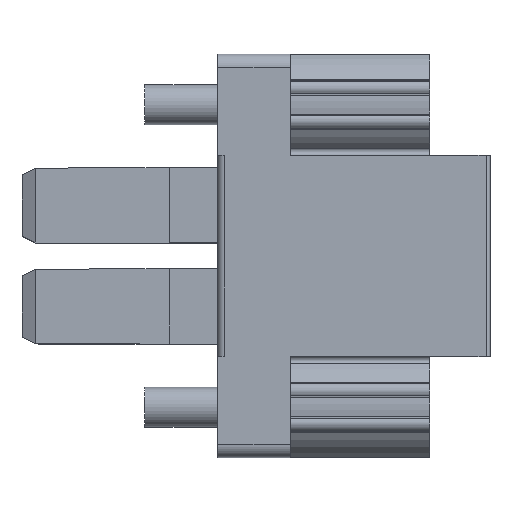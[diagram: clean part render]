
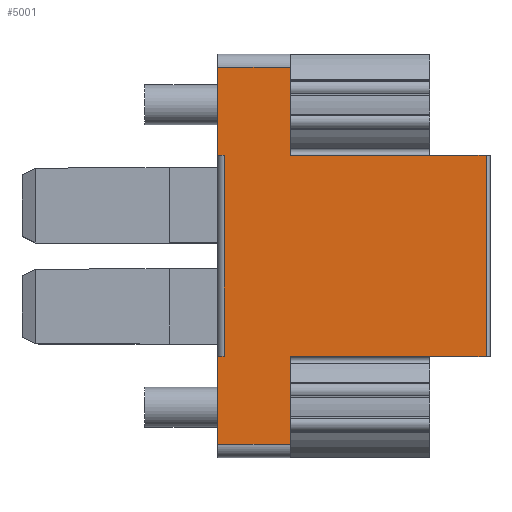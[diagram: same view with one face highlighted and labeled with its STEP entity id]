
A CAD part, top view. The second image highlights one B-rep face of the part: STEP entity #5001.
In plain terms, the highlighted planar face has unit normal (0, 0, 1).
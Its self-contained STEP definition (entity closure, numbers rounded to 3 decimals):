
#13=DIRECTION('',(1.,0.,0.));
#14=VECTOR('',#13,14.75);
#15=CARTESIAN_POINT('',(2.834,0.,9.079));
#16=LINE('',#15,#14);
#358=DIRECTION('',(0.,1.,0.));
#359=VECTOR('',#358,6.64);
#360=CARTESIAN_POINT('',(-2.666,-6.62,9.079));
#361=LINE('',#360,#359);
#402=DIRECTION('',(0.,-1.,0.));
#403=VECTOR('',#402,6.64);
#404=CARTESIAN_POINT('',(-2.666,21.81,9.079));
#405=LINE('',#404,#403);
#452=DIRECTION('',(-1.,0.,0.));
#453=VECTOR('',#452,0.5);
#454=CARTESIAN_POINT('',(-2.166,0.02,9.079));
#455=LINE('',#454,#453);
#456=DIRECTION('',(0.,1.,0.));
#457=VECTOR('',#456,6.62);
#458=CARTESIAN_POINT('',(2.834,-6.62,9.079));
#459=LINE('',#458,#457);
#460=DIRECTION('',(-1.,0.,0.));
#461=VECTOR('',#460,5.5);
#462=CARTESIAN_POINT('',(2.834,-6.62,9.079));
#463=LINE('',#462,#461);
#464=DIRECTION('',(0.,1.,0.));
#465=VECTOR('',#464,15.15);
#466=CARTESIAN_POINT('',(-2.166,0.02,9.079));
#467=LINE('',#466,#465);
#468=DIRECTION('',(-1.,0.,0.));
#469=VECTOR('',#468,5.5);
#470=CARTESIAN_POINT('',(2.834,21.81,9.079));
#471=LINE('',#470,#469);
#472=DIRECTION('',(0.,-1.,0.));
#473=VECTOR('',#472,6.62);
#474=CARTESIAN_POINT('',(2.834,21.81,9.079));
#475=LINE('',#474,#473);
#485=DIRECTION('',(-1.,0.,0.));
#486=VECTOR('',#485,0.5);
#487=CARTESIAN_POINT('',(-2.166,15.17,9.079));
#488=LINE('',#487,#486);
#632=DIRECTION('',(-1.,0.,0.));
#633=VECTOR('',#632,14.75);
#634=CARTESIAN_POINT('',(17.584,15.19,9.079));
#635=LINE('',#634,#633);
#1273=DIRECTION('',(0.,1.,0.));
#1274=VECTOR('',#1273,15.19);
#1275=CARTESIAN_POINT('',(17.584,0.,9.079));
#1276=LINE('',#1275,#1274);
#3491=CARTESIAN_POINT('',(17.584,0.,9.079));
#3492=VERTEX_POINT('',#3491);
#3511=CARTESIAN_POINT('',(17.584,15.19,9.079));
#3512=VERTEX_POINT('',#3511);
#4013=CARTESIAN_POINT('',(-2.666,21.81,9.079));
#4014=VERTEX_POINT('',#4013);
#4015=CARTESIAN_POINT('',(-2.666,15.17,9.079));
#4016=VERTEX_POINT('',#4015);
#4018=CARTESIAN_POINT('',(-2.166,15.17,9.079));
#4020=VERTEX_POINT('',#4018);
#4051=CARTESIAN_POINT('',(2.834,21.81,9.079));
#4052=CARTESIAN_POINT('',(2.834,15.19,9.079));
#4053=VERTEX_POINT('',#4051);
#4054=VERTEX_POINT('',#4052);
#4201=CARTESIAN_POINT('',(-2.666,-6.62,
9.079));
#4202=VERTEX_POINT('',#4201);
#4203=CARTESIAN_POINT('',(-2.666,0.02,
9.079));
#4204=VERTEX_POINT('',#4203);
#4207=CARTESIAN_POINT('',(-2.166,0.02,
9.079));
#4208=VERTEX_POINT('',#4207);
#4235=CARTESIAN_POINT('',(2.834,0.,9.079));
#4236=VERTEX_POINT('',#4235);
#4361=CARTESIAN_POINT('',(2.834,-6.62,9.079));
#4362=VERTEX_POINT('',#4361);
#4976=CARTESIAN_POINT('',(-2.166,0.,9.079));
#4977=DIRECTION('',(0.,0.,1.));
#4978=DIRECTION('',(1.,0.,0.));
#4979=AXIS2_PLACEMENT_3D('',#4976,#4977,#4978);
#4980=PLANE('',#4979);
#4981=ORIENTED_EDGE('',*,*,#4531,.F.);
#4983=ORIENTED_EDGE('',*,*,#4982,.T.);
#4984=ORIENTED_EDGE('',*,*,#4865,.T.);
#4985=ORIENTED_EDGE('',*,*,#4971,.F.);
#4986=ORIENTED_EDGE('',*,*,#4959,.T.);
#4988=ORIENTED_EDGE('',*,*,#4987,.T.);
#4989=ORIENTED_EDGE('',*,*,#4892,.F.);
#4991=ORIENTED_EDGE('',*,*,#4990,.F.);
#4993=ORIENTED_EDGE('',*,*,#4992,.T.);
#4995=ORIENTED_EDGE('',*,*,#4994,.F.);
#4997=ORIENTED_EDGE('',*,*,#4996,.F.);
#4998=ORIENTED_EDGE('',*,*,#4456,.F.);
#4999=EDGE_LOOP('',(#4981,#4983,#4984,#4985,#4986,#4988,#4989,#4991,#4993,#4995,
#4997,#4998));
#5000=FACE_OUTER_BOUND('',#4999,.F.);
#5001=ADVANCED_FACE('',(#5000),#4980,.T.);
#4456=EDGE_CURVE('',#4236,#3492,#16,.T.);
#4531=EDGE_CURVE('',#4362,#4236,#459,.T.);
#4865=EDGE_CURVE('',#4202,#4204,#361,.T.);
#4892=EDGE_CURVE('',#4014,#4016,#405,.T.);
#4959=EDGE_CURVE('',#4208,#4020,#467,.T.);
#4971=EDGE_CURVE('',#4208,#4204,#455,.T.);
#4982=EDGE_CURVE('',#4362,#4202,#463,.T.);
#4987=EDGE_CURVE('',#4020,#4016,#488,.T.);
#4990=EDGE_CURVE('',#4053,#4014,#471,.T.);
#4992=EDGE_CURVE('',#4053,#4054,#475,.T.);
#4994=EDGE_CURVE('',#3512,#4054,#635,.T.);
#4996=EDGE_CURVE('',#3492,#3512,#1276,.T.);
